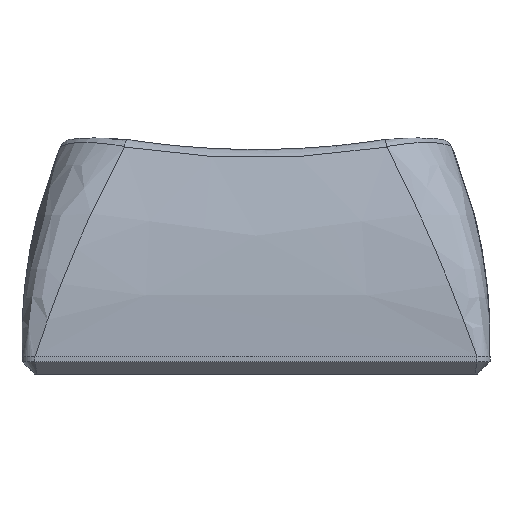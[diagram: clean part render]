
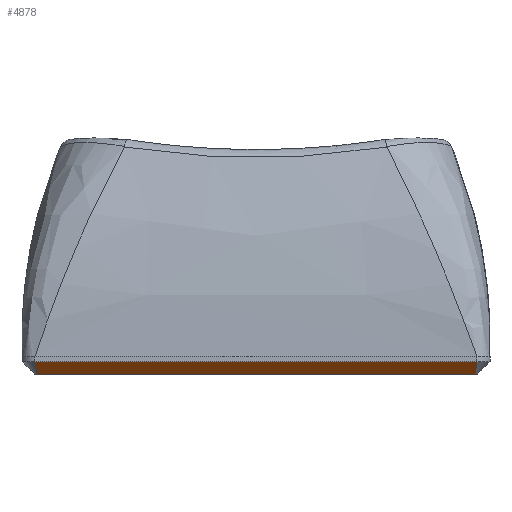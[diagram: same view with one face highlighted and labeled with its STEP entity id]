
A CAD part, front view. The second image highlights one B-rep face of the part: STEP entity #4878.
In plain terms, the highlighted planar face has unit normal (0, -0.707, -0.707).
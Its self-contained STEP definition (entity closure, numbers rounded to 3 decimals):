
#720 = PLANE('',#721);
#721 = AXIS2_PLACEMENT_3D('',#722,#723,#724);
#722 = CARTESIAN_POINT('',(-8.5,-9.,0.672));
#723 = DIRECTION('',(0.,-1.,0.));
#724 = DIRECTION('',(1.,0.,0.));
#1973 = VERTEX_POINT('',#1974);
#1974 = CARTESIAN_POINT('',(-8.5,-9.,0.48));
#2000 = EDGE_CURVE('',#1973,#2001,#2003,.T.);
#2001 = VERTEX_POINT('',#2002);
#2002 = CARTESIAN_POINT('',(8.5,-9.,0.48));
#2003 = SURFACE_CURVE('',#2004,(#2008,#2015),.PCURVE_S1.);
#2004 = LINE('',#2005,#2006);
#2005 = CARTESIAN_POINT('',(-8.5,-9.,0.48));
#2006 = VECTOR('',#2007,1.);
#2007 = DIRECTION('',(1.,0.,0.));
#2008 = PCURVE('',#720,#2009);
#2009 = DEFINITIONAL_REPRESENTATION('',(#2010),#2014);
#2010 = LINE('',#2011,#2012);
#2011 = CARTESIAN_POINT('',(0.,-0.192));
#2012 = VECTOR('',#2013,1.);
#2013 = DIRECTION('',(1.,0.));
#2014 = ( GEOMETRIC_REPRESENTATION_CONTEXT(2) 
PARAMETRIC_REPRESENTATION_CONTEXT() REPRESENTATION_CONTEXT('2D SPACE',''
  ) );
#2015 = PCURVE('',#2016,#2021);
#2016 = PLANE('',#2017);
#2017 = AXIS2_PLACEMENT_3D('',#2018,#2019,#2020);
#2018 = CARTESIAN_POINT('',(-8.5,-8.76,0.24));
#2019 = DIRECTION('',(0.,0.707,0.707)
  );
#2020 = DIRECTION('',(1.,0.,0.));
#2021 = DEFINITIONAL_REPRESENTATION('',(#2022),#2026);
#2022 = LINE('',#2023,#2024);
#2023 = CARTESIAN_POINT('',(0.,-0.339));
#2024 = VECTOR('',#2025,1.);
#2025 = DIRECTION('',(1.,0.));
#2026 = ( GEOMETRIC_REPRESENTATION_CONTEXT(2) 
PARAMETRIC_REPRESENTATION_CONTEXT() REPRESENTATION_CONTEXT('2D SPACE',''
  ) );
#3188 = CONICAL_SURFACE('',#3189,0.7,0.785);
#3189 = AXIS2_PLACEMENT_3D('',#3190,#3191,#3192);
#3190 = CARTESIAN_POINT('',(8.323,-8.323,0.48));
#3191 = DIRECTION('',(-0.,-0.,1.));
#3192 = DIRECTION('',(0.967,-0.253,0.));
#4878 = ADVANCED_FACE('',(#4879),#2016,.F.);
#4879 = FACE_BOUND('',#4880,.F.);
#4880 = EDGE_LOOP('',(#4881,#4916,#4917,#4947));
#4881 = ORIENTED_EDGE('',*,*,#4882,.F.);
#4882 = EDGE_CURVE('',#1973,#4883,#4885,.T.);
#4883 = VERTEX_POINT('',#4884);
#4884 = CARTESIAN_POINT('',(-8.42,-8.52,0.));
#4885 = SURFACE_CURVE('',#4886,(#4891,#4898),.PCURVE_S1.);
#4886 = PARABOLA('',#4887,0.008);
#4887 = AXIS2_PLACEMENT_3D('',#4888,#4889,#4890);
#4888 = CARTESIAN_POINT('',(-8.323,-8.311,
    -0.209));
#4889 = DIRECTION('',(0.,0.707,0.707)
  );
#4890 = DIRECTION('',(0.,-0.707,0.707)
  );
#4891 = PCURVE('',#2016,#4892);
#4892 = DEFINITIONAL_REPRESENTATION('',(#4893),#4897);
#4893 = B_SPLINE_CURVE_WITH_KNOTS('',2,(#4894,#4895,#4896),
  .UNSPECIFIED.,.F.,.F.,(3,3),(-0.177,-0.098),
  .PIECEWISE_BEZIER_KNOTS.);
#4894 = CARTESIAN_POINT('',(0.,-0.339));
#4895 = CARTESIAN_POINT('',(0.04,0.098));
#4896 = CARTESIAN_POINT('',(0.08,0.339));
#4897 = ( GEOMETRIC_REPRESENTATION_CONTEXT(2) 
PARAMETRIC_REPRESENTATION_CONTEXT() REPRESENTATION_CONTEXT('2D SPACE',''
  ) );
#4898 = PCURVE('',#4899,#4904);
#4899 = CONICAL_SURFACE('',#4900,0.7,0.785);
#4900 = AXIS2_PLACEMENT_3D('',#4901,#4902,#4903);
#4901 = CARTESIAN_POINT('',(-8.323,-8.323,0.48));
#4902 = DIRECTION('',(-0.,-0.,1.));
#4903 = DIRECTION('',(-0.253,-0.967,-0.));
#4904 = DEFINITIONAL_REPRESENTATION('',(#4905),#4915);
#4905 = B_SPLINE_CURVE_WITH_KNOTS('',8,(#4906,#4907,#4908,#4909,#4910,
    #4911,#4912,#4913,#4914),.UNSPECIFIED.,.F.,.F.,(9,9),(
    -0.177,-0.098),.PIECEWISE_BEZIER_KNOTS.);
#4906 = CARTESIAN_POINT('',(0.,0.));
#4907 = CARTESIAN_POINT('',(-0.014,-0.077));
#4908 = CARTESIAN_POINT('',(-0.03,-0.15));
#4909 = CARTESIAN_POINT('',(-0.048,-0.217));
#4910 = CARTESIAN_POINT('',(-0.069,-0.28));
#4911 = CARTESIAN_POINT('',(-0.094,-0.337));
#4912 = CARTESIAN_POINT('',(-0.123,-0.39));
#4913 = CARTESIAN_POINT('',(-0.158,-0.437));
#4914 = CARTESIAN_POINT('',(-0.203,-0.48));
#4915 = ( GEOMETRIC_REPRESENTATION_CONTEXT(2) 
PARAMETRIC_REPRESENTATION_CONTEXT() REPRESENTATION_CONTEXT('2D SPACE',''
  ) );
#4916 = ORIENTED_EDGE('',*,*,#2000,.T.);
#4917 = ORIENTED_EDGE('',*,*,#4918,.T.);
#4918 = EDGE_CURVE('',#2001,#4919,#4921,.T.);
#4919 = VERTEX_POINT('',#4920);
#4920 = CARTESIAN_POINT('',(8.42,-8.52,0.));
#4921 = SURFACE_CURVE('',#4922,(#4927,#4934),.PCURVE_S1.);
#4922 = PARABOLA('',#4923,0.008);
#4923 = AXIS2_PLACEMENT_3D('',#4924,#4925,#4926);
#4924 = CARTESIAN_POINT('',(8.323,-8.311,
    -0.209));
#4925 = DIRECTION('',(0.,-0.707,-0.707
    ));
#4926 = DIRECTION('',(0.,-0.707,0.707)
  );
#4927 = PCURVE('',#2016,#4928);
#4928 = DEFINITIONAL_REPRESENTATION('',(#4929),#4933);
#4929 = B_SPLINE_CURVE_WITH_KNOTS('',2,(#4930,#4931,#4932),
  .UNSPECIFIED.,.F.,.F.,(3,3),(-0.177,-0.098),
  .PIECEWISE_BEZIER_KNOTS.);
#4930 = CARTESIAN_POINT('',(17.,-0.339));
#4931 = CARTESIAN_POINT('',(16.96,0.098));
#4932 = CARTESIAN_POINT('',(16.92,0.339));
#4933 = ( GEOMETRIC_REPRESENTATION_CONTEXT(2) 
PARAMETRIC_REPRESENTATION_CONTEXT() REPRESENTATION_CONTEXT('2D SPACE',''
  ) );
#4934 = PCURVE('',#3188,#4935);
#4935 = DEFINITIONAL_REPRESENTATION('',(#4936),#4946);
#4936 = B_SPLINE_CURVE_WITH_KNOTS('',8,(#4937,#4938,#4939,#4940,#4941,
    #4942,#4943,#4944,#4945),.UNSPECIFIED.,.F.,.F.,(9,9),(
    -0.177,-0.098),.PIECEWISE_BEZIER_KNOTS.);
#4937 = CARTESIAN_POINT('',(-1.059,0.));
#4938 = CARTESIAN_POINT('',(-1.045,-0.077));
#4939 = CARTESIAN_POINT('',(-1.029,-0.15));
#4940 = CARTESIAN_POINT('',(-1.01,-0.217));
#4941 = CARTESIAN_POINT('',(-0.99,-0.28));
#4942 = CARTESIAN_POINT('',(-0.965,-0.337));
#4943 = CARTESIAN_POINT('',(-0.936,-0.39));
#4944 = CARTESIAN_POINT('',(-0.901,-0.437));
#4945 = CARTESIAN_POINT('',(-0.856,-0.48));
#4946 = ( GEOMETRIC_REPRESENTATION_CONTEXT(2) 
PARAMETRIC_REPRESENTATION_CONTEXT() REPRESENTATION_CONTEXT('2D SPACE',''
  ) );
#4947 = ORIENTED_EDGE('',*,*,#4948,.F.);
#4948 = EDGE_CURVE('',#4883,#4919,#4949,.T.);
#4949 = SURFACE_CURVE('',#4950,(#4954,#4961),.PCURVE_S1.);
#4950 = LINE('',#4951,#4952);
#4951 = CARTESIAN_POINT('',(-8.5,-8.52,0.));
#4952 = VECTOR('',#4953,1.);
#4953 = DIRECTION('',(1.,0.,0.));
#4954 = PCURVE('',#2016,#4955);
#4955 = DEFINITIONAL_REPRESENTATION('',(#4956),#4960);
#4956 = LINE('',#4957,#4958);
#4957 = CARTESIAN_POINT('',(0.,0.339));
#4958 = VECTOR('',#4959,1.);
#4959 = DIRECTION('',(1.,0.));
#4960 = ( GEOMETRIC_REPRESENTATION_CONTEXT(2) 
PARAMETRIC_REPRESENTATION_CONTEXT() REPRESENTATION_CONTEXT('2D SPACE',''
  ) );
#4961 = PCURVE('',#4962,#4967);
#4962 = PLANE('',#4963);
#4963 = AXIS2_PLACEMENT_3D('',#4964,#4965,#4966);
#4964 = CARTESIAN_POINT('',(8.5,9.,0.));
#4965 = DIRECTION('',(0.,0.,-1.));
#4966 = DIRECTION('',(-1.,0.,0.));
#4967 = DEFINITIONAL_REPRESENTATION('',(#4968),#4972);
#4968 = LINE('',#4969,#4970);
#4969 = CARTESIAN_POINT('',(17.,-17.52));
#4970 = VECTOR('',#4971,1.);
#4971 = DIRECTION('',(-1.,0.));
#4972 = ( GEOMETRIC_REPRESENTATION_CONTEXT(2) 
PARAMETRIC_REPRESENTATION_CONTEXT() REPRESENTATION_CONTEXT('2D SPACE',''
  ) );
